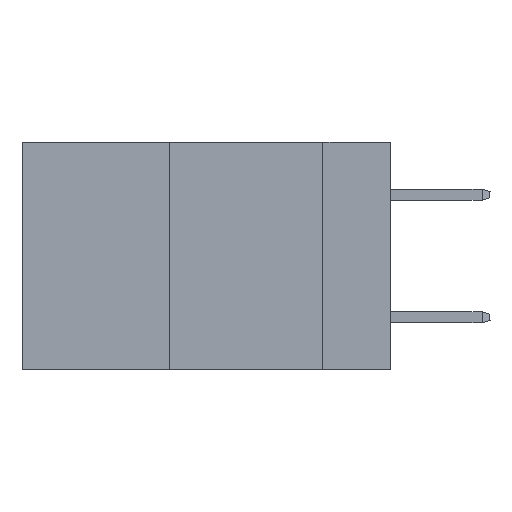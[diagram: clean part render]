
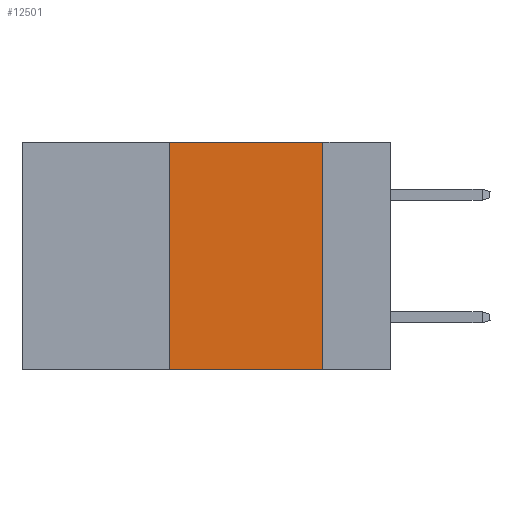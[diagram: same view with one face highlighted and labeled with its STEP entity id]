
A CAD part, left-side view. The second image highlights one B-rep face of the part: STEP entity #12501.
In plain terms, the highlighted planar face has unit normal (-1, 0, 0).
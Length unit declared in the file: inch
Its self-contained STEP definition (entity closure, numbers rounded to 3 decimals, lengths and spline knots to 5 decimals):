
#440 = VERTEX_POINT ( 'NONE', #4249 ) ;
#555 = CARTESIAN_POINT ( 'NONE',  ( 0., 0.6, 0. ) ) ;
#604 = VERTEX_POINT ( 'NONE', #14891 ) ;
#1987 = DIRECTION ( 'NONE',  ( 0., -1., 0. ) ) ;
#2253 = VECTOR ( 'NONE', #15809, 39.37008 ) ;
#2476 = VECTOR ( 'NONE', #9996, 39.37008 ) ;
#2678 = VECTOR ( 'NONE', #7943, 39.37008 ) ;
#3010 = VERTEX_POINT ( 'NONE', #4106 ) ;
#3178 = LINE ( 'NONE', #555, #16976 ) ;
#3488 = EDGE_CURVE ( 'NONE', #440, #604, #6349, .T. ) ;
#4106 = CARTESIAN_POINT ( 'NONE',  ( 0., 0.11, -0.37 ) ) ;
#4249 = CARTESIAN_POINT ( 'NONE',  ( 0., 0.36, -0.37 ) ) ;
#5887 = FACE_OUTER_BOUND ( 'NONE', #9188, .T. ) ;
#5901 = DIRECTION ( 'NONE',  ( 1., 0., 0. ) ) ;
#5922 = LINE ( 'NONE', #6531, #2253 ) ;
#5937 = CARTESIAN_POINT ( 'NONE',  ( 0., 0.6, -0.37 ) ) ;
#6153 = AXIS2_PLACEMENT_3D ( 'NONE', #13879, #5901, #15216 ) ;
#6349 = LINE ( 'NONE', #15898, #2678 ) ;
#6531 = CARTESIAN_POINT ( 'NONE',  ( 0., 0.11, 0. ) ) ;
#7201 = PLANE ( 'NONE',  #6153 ) ;
#7943 = DIRECTION ( 'NONE',  ( 0., 0., 1. ) ) ;
#8316 = EDGE_CURVE ( 'NONE', #604, #14835, #3178, .T. ) ;
#8697 = CARTESIAN_POINT ( 'NONE',  ( 0., 0.11, 0. ) ) ;
#9188 = EDGE_LOOP ( 'NONE', ( #16638, #15937, #16671, #12166 ) ) ;
#9657 = LINE ( 'NONE', #5937, #2476 ) ;
#9996 = DIRECTION ( 'NONE',  ( 0., -1., 0. ) ) ;
#11346 = EDGE_CURVE ( 'NONE', #440, #3010, #9657, .T. ) ;
#11584 = EDGE_CURVE ( 'NONE', #14835, #3010, #5922, .T. ) ;
#12166 = ORIENTED_EDGE ( 'NONE', *, *, #11346, .T. ) ;
#12501 = ADVANCED_FACE ( 'NONE', ( #5887 ), #7201, .F. ) ;
#13879 = CARTESIAN_POINT ( 'NONE',  ( 0., 0.6, 0. ) ) ;
#14835 = VERTEX_POINT ( 'NONE', #8697 ) ;
#14891 = CARTESIAN_POINT ( 'NONE',  ( 0., 0.36, 0. ) ) ;
#15216 = DIRECTION ( 'NONE',  ( 0., 0., -1. ) ) ;
#15809 = DIRECTION ( 'NONE',  ( 0., 0., -1. ) ) ;
#15898 = CARTESIAN_POINT ( 'NONE',  ( 0., 0.36, 0. ) ) ;
#15937 = ORIENTED_EDGE ( 'NONE', *, *, #8316, .F. ) ;
#16638 = ORIENTED_EDGE ( 'NONE', *, *, #11584, .F. ) ;
#16671 = ORIENTED_EDGE ( 'NONE', *, *, #3488, .F. ) ;
#16976 = VECTOR ( 'NONE', #1987, 39.37008 ) ;
